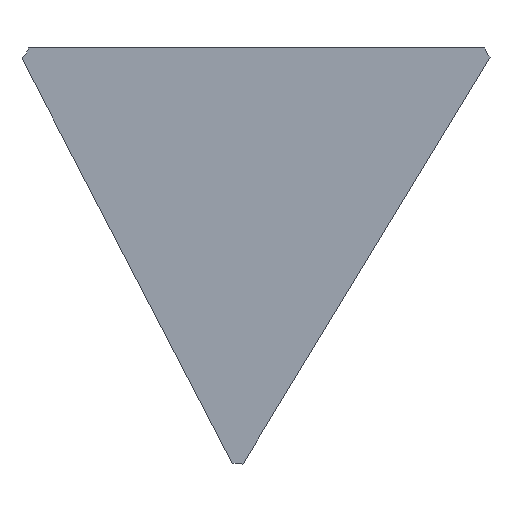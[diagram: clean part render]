
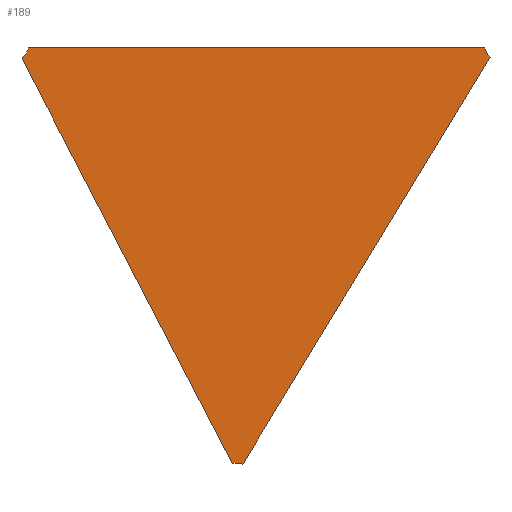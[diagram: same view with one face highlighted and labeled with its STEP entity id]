
A CAD part, front view. The second image highlights one B-rep face of the part: STEP entity #189.
In plain terms, the highlighted planar face has unit normal (0, -1, 0).
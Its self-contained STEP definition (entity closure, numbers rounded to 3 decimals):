
#3 = CARTESIAN_POINT ( 'NONE',  ( -11.437, 0., -766.012 ) ) ;
#5 = DIRECTION ( 'NONE',  ( 0., 0., -1. ) ) ;
#7 = VECTOR ( 'NONE', #136, 1000. ) ;
#9 = VERTEX_POINT ( 'NONE', #306 ) ;
#17 = CIRCLE ( 'NONE', #298, 90. ) ;
#18 = CIRCLE ( 'NONE', #191, 90. ) ;
#29 = CARTESIAN_POINT ( 'NONE',  ( -564.524, 0., 363.215 ) ) ;
#34 = ORIENTED_EDGE ( 'NONE', *, *, #121, .T. ) ;
#43 = CARTESIAN_POINT ( 'NONE',  ( 17.368, 0., -766.974 ) ) ;
#44 = LINE ( 'NONE', #280, #7 ) ;
#53 = EDGE_CURVE ( 'NONE', #200, #9, #81, .T. ) ;
#56 = DIRECTION ( 'NONE',  ( 0., 1., 0. ) ) ;
#74 = CARTESIAN_POINT ( 'NONE',  ( 688.589, 0., 338.093 ) ) ;
#78 = DIRECTION ( 'NONE',  ( 0., 1., 0. ) ) ;
#81 = LINE ( 'NONE', #102, #293 ) ;
#86 = EDGE_CURVE ( 'NONE', #122, #9, #265, .T. ) ;
#90 = EDGE_CURVE ( 'NONE', #233, #295, #18, .T. ) ;
#96 = ORIENTED_EDGE ( 'NONE', *, *, #220, .T. ) ;
#102 = CARTESIAN_POINT ( 'NONE',  ( 2.111, 0., -792.093 ) ) ;
#104 = CARTESIAN_POINT ( 'NONE',  ( 0., 0., -855.282 ) ) ;
#111 = EDGE_CURVE ( 'NONE', #122, #246, #44, .T. ) ;
#118 = AXIS2_PLACEMENT_3D ( 'NONE', #171, #235, #202 ) ;
#120 = PLANE ( 'NONE',  #247 ) ;
#121 = EDGE_CURVE ( 'NONE', #149, #246, #17, .T. ) ;
#122 = VERTEX_POINT ( 'NONE', #29 ) ;
#136 = DIRECTION ( 'NONE',  ( 1., 0., 0. ) ) ;
#149 = VERTEX_POINT ( 'NONE', #74 ) ;
#153 = CARTESIAN_POINT ( 'NONE',  ( -649.016, 0., 394.215 ) ) ;
#154 = EDGE_LOOP ( 'NONE', ( #205, #255, #96, #221, #253, #34, #224 ) ) ;
#158 = CARTESIAN_POINT ( 'NONE',  ( 0., 0., -765.282 ) ) ;
#164 = VECTOR ( 'NONE', #166, 1000. ) ;
#165 = CARTESIAN_POINT ( 'NONE',  ( 758.948, 0., 394.215 ) ) ;
#166 = DIRECTION ( 'NONE',  ( -0.519, 0., -0.855 ) ) ;
#167 = LINE ( 'NONE', #281, #164 ) ;
#170 = DIRECTION ( 'NONE',  ( 0., -1., 0. ) ) ;
#171 = CARTESIAN_POINT ( 'NONE',  ( 0., 0., -855.282 ) ) ;
#175 = DIRECTION ( 'NONE',  ( 0., 0., 1. ) ) ;
#177 = DIRECTION ( 'NONE',  ( -0.461, 0., 0.887 ) ) ;
#189 = ADVANCED_FACE ( 'NONE', ( #262 ), #120, .T. ) ;
#191 = AXIS2_PLACEMENT_3D ( 'NONE', #104, #78, #175 ) ;
#200 = VERTEX_POINT ( 'NONE', #3 ) ;
#202 = DIRECTION ( 'NONE',  ( 0., 0., 1. ) ) ;
#205 = ORIENTED_EDGE ( 'NONE', *, *, #86, .T. ) ;
#217 = CARTESIAN_POINT ( 'NONE',  ( 0., 0., 0. ) ) ;
#220 = EDGE_CURVE ( 'NONE', #200, #233, #256, .T. ) ;
#221 = ORIENTED_EDGE ( 'NONE', *, *, #90, .T. ) ;
#224 = ORIENTED_EDGE ( 'NONE', *, *, #111, .F. ) ;
#233 = VERTEX_POINT ( 'NONE', #158 ) ;
#235 = DIRECTION ( 'NONE',  ( 0., 1., 0. ) ) ;
#237 = EDGE_CURVE ( 'NONE', #149, #295, #167, .T. ) ;
#246 = VERTEX_POINT ( 'NONE', #283 ) ;
#247 = AXIS2_PLACEMENT_3D ( 'NONE', #217, #170, #5 ) ;
#253 = ORIENTED_EDGE ( 'NONE', *, *, #237, .F. ) ;
#255 = ORIENTED_EDGE ( 'NONE', *, *, #53, .F. ) ;
#256 = CIRCLE ( 'NONE', #118, 90. ) ;
#257 = DIRECTION ( 'NONE',  ( 0., 1., 0. ) ) ;
#262 = FACE_OUTER_BOUND ( 'NONE', #154, .T. ) ;
#265 = CIRCLE ( 'NONE', #299, 90. ) ;
#273 = DIRECTION ( 'NONE',  ( 0., 0., 1. ) ) ;
#280 = CARTESIAN_POINT ( 'NONE',  ( -597.982, 0., 363.215 ) ) ;
#281 = CARTESIAN_POINT ( 'NONE',  ( 703.848, 0., 363.215 ) ) ;
#283 = CARTESIAN_POINT ( 'NONE',  ( 674.456, 0., 363.215 ) ) ;
#290 = DIRECTION ( 'NONE',  ( 0., 0., 1. ) ) ;
#293 = VECTOR ( 'NONE', #177, 1000. ) ;
#295 = VERTEX_POINT ( 'NONE', #43 ) ;
#298 = AXIS2_PLACEMENT_3D ( 'NONE', #165, #257, #290 ) ;
#299 = AXIS2_PLACEMENT_3D ( 'NONE', #153, #56, #273 ) ;
#306 = CARTESIAN_POINT ( 'NONE',  ( -582.559, 0., 333.523 ) ) ;
